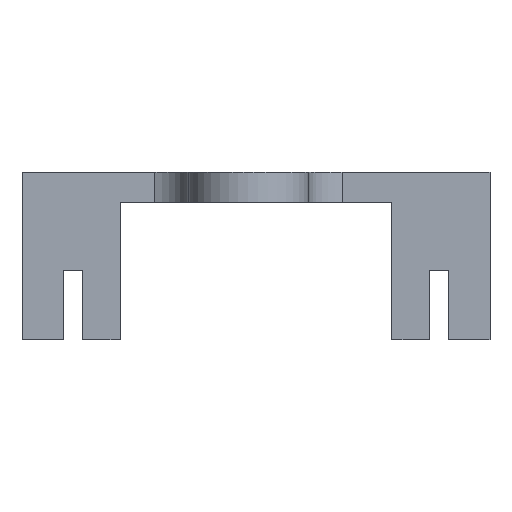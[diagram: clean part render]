
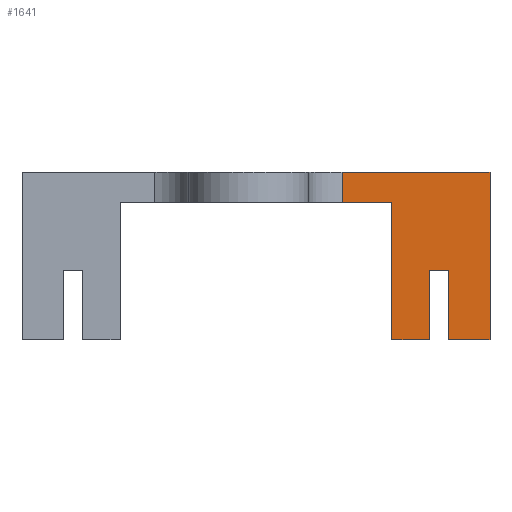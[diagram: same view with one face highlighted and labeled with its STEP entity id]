
A CAD part, front view. The second image highlights one B-rep face of the part: STEP entity #1641.
In plain terms, the highlighted planar face has unit normal (0, -1, 0).
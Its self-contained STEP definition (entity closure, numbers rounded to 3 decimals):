
#25 = CARTESIAN_POINT ( 'NONE',  ( 55.96, -47., -18.209 ) ) ;
#54 = DIRECTION ( 'NONE',  ( 1., 0., 0. ) ) ;
#77 = LINE ( 'NONE', #1109, #101 ) ;
#94 = DIRECTION ( 'NONE',  ( -1., 0., 0. ) ) ;
#101 = VECTOR ( 'NONE', #202, 1000. ) ;
#140 = CARTESIAN_POINT ( 'NONE',  ( 64., -47., -18.209 ) ) ;
#202 = DIRECTION ( 'NONE',  ( 0., 0., 1. ) ) ;
#210 = ORIENTED_EDGE ( 'NONE', *, *, #1794, .F. ) ;
#251 = LINE ( 'NONE', #140, #296 ) ;
#279 = CARTESIAN_POINT ( 'NONE',  ( 55.96, -47., -9.05 ) ) ;
#282 = ORIENTED_EDGE ( 'NONE', *, *, #506, .F. ) ;
#288 = ORIENTED_EDGE ( 'NONE', *, *, #983, .F. ) ;
#294 = VERTEX_POINT ( 'NONE', #1219 ) ;
#296 = VECTOR ( 'NONE', #94, 1000. ) ;
#304 = DIRECTION ( 'NONE',  ( 1., 0., 0. ) ) ;
#309 = LINE ( 'NONE', #1363, #1878 ) ;
#332 = LINE ( 'NONE', #1675, #637 ) ;
#334 = FACE_OUTER_BOUND ( 'NONE', #1381, .T. ) ;
#349 = LINE ( 'NONE', #629, #385 ) ;
#359 = EDGE_CURVE ( 'NONE', #1309, #1243, #349, .T. ) ;
#362 = EDGE_CURVE ( 'NONE', #364, #1739, #1551, .T. ) ;
#364 = VERTEX_POINT ( 'NONE', #378 ) ;
#378 = CARTESIAN_POINT ( 'NONE',  ( 58.5, -47., -9.05 ) ) ;
#385 = VECTOR ( 'NONE', #1228, 1000. ) ;
#403 = AXIS2_PLACEMENT_3D ( 'NONE', #454, #1216, #1823 ) ;
#454 = CARTESIAN_POINT ( 'NONE',  ( 50.3, -47., 4. ) ) ;
#457 = CARTESIAN_POINT ( 'NONE',  ( 44.4, -47., 0. ) ) ;
#465 = DIRECTION ( 'NONE',  ( -1., 0., 0. ) ) ;
#477 = EDGE_CURVE ( 'NONE', #294, #1243, #1068, .T. ) ;
#488 = CARTESIAN_POINT ( 'NONE',  ( 58.5, -47., -9.05 ) ) ;
#506 = EDGE_CURVE ( 'NONE', #1520, #1613, #309, .T. ) ;
#523 = EDGE_CURVE ( 'NONE', #364, #1520, #332, .T. ) ;
#621 = VECTOR ( 'NONE', #54, 1000. ) ;
#629 = CARTESIAN_POINT ( 'NONE',  ( 51., -47., -18.209 ) ) ;
#637 = VECTOR ( 'NONE', #1339, 1000. ) ;
#694 = CARTESIAN_POINT ( 'NONE',  ( 44.4, -47., 4. ) ) ;
#762 = EDGE_CURVE ( 'NONE', #294, #1511, #77, .T. ) ;
#802 = DIRECTION ( 'NONE',  ( 0., 0., -1. ) ) ;
#811 = ORIENTED_EDGE ( 'NONE', *, *, #840, .F. ) ;
#840 = EDGE_CURVE ( 'NONE', #1646, #1739, #251, .T. ) ;
#844 = ORIENTED_EDGE ( 'NONE', *, *, #477, .T. ) ;
#854 = VERTEX_POINT ( 'NONE', #1473 ) ;
#894 = CARTESIAN_POINT ( 'NONE',  ( 64., -47., 4. ) ) ;
#968 = LINE ( 'NONE', #1577, #621 ) ;
#983 = EDGE_CURVE ( 'NONE', #854, #1646, #1478, .T. ) ;
#1034 = VECTOR ( 'NONE', #1076, 1000. ) ;
#1068 = LINE ( 'NONE', #457, #1558 ) ;
#1076 = DIRECTION ( 'NONE',  ( 0., 0., -1. ) ) ;
#1109 = CARTESIAN_POINT ( 'NONE',  ( 44.4, -47., 0. ) ) ;
#1158 = ORIENTED_EDGE ( 'NONE', *, *, #523, .F. ) ;
#1216 = DIRECTION ( 'NONE',  ( 0., 1., 0. ) ) ;
#1219 = CARTESIAN_POINT ( 'NONE',  ( 44.4, -47., 0. ) ) ;
#1228 = DIRECTION ( 'NONE',  ( 0., 0., 1. ) ) ;
#1243 = VERTEX_POINT ( 'NONE', #1590 ) ;
#1309 = VERTEX_POINT ( 'NONE', #1841 ) ;
#1339 = DIRECTION ( 'NONE',  ( -1., 0., 0. ) ) ;
#1345 = LINE ( 'NONE', #1540, #1896 ) ;
#1363 = CARTESIAN_POINT ( 'NONE',  ( 55.96, -47., -9.05 ) ) ;
#1365 = CARTESIAN_POINT ( 'NONE',  ( 58.5, -47., -18.209 ) ) ;
#1376 = PLANE ( 'NONE',  #403 ) ;
#1381 = EDGE_LOOP ( 'NONE', ( #844, #1859, #1618, #282, #1158, #1414, #811, #288, #210, #1672 ) ) ;
#1392 = EDGE_CURVE ( 'NONE', #1613, #1309, #1345, .T. ) ;
#1414 = ORIENTED_EDGE ( 'NONE', *, *, #362, .T. ) ;
#1473 = CARTESIAN_POINT ( 'NONE',  ( 64., -47., 4. ) ) ;
#1478 = LINE ( 'NONE', #894, #1861 ) ;
#1511 = VERTEX_POINT ( 'NONE', #694 ) ;
#1520 = VERTEX_POINT ( 'NONE', #279 ) ;
#1523 = DIRECTION ( 'NONE',  ( 0., 0., -1. ) ) ;
#1540 = CARTESIAN_POINT ( 'NONE',  ( 55.96, -47., -18.209 ) ) ;
#1551 = LINE ( 'NONE', #488, #1034 ) ;
#1558 = VECTOR ( 'NONE', #304, 1000. ) ;
#1577 = CARTESIAN_POINT ( 'NONE',  ( 44.4, -47., 4. ) ) ;
#1590 = CARTESIAN_POINT ( 'NONE',  ( 51., -47., 0. ) ) ;
#1613 = VERTEX_POINT ( 'NONE', #25 ) ;
#1618 = ORIENTED_EDGE ( 'NONE', *, *, #1392, .F. ) ;
#1641 = ADVANCED_FACE ( 'NONE', ( #334 ), #1376, .F. ) ;
#1644 = CARTESIAN_POINT ( 'NONE',  ( 64., -47., -18.209 ) ) ;
#1646 = VERTEX_POINT ( 'NONE', #1644 ) ;
#1672 = ORIENTED_EDGE ( 'NONE', *, *, #762, .F. ) ;
#1675 = CARTESIAN_POINT ( 'NONE',  ( 58.5, -47., -9.05 ) ) ;
#1739 = VERTEX_POINT ( 'NONE', #1365 ) ;
#1794 = EDGE_CURVE ( 'NONE', #1511, #854, #968, .T. ) ;
#1823 = DIRECTION ( 'NONE',  ( 0., 0., 1. ) ) ;
#1841 = CARTESIAN_POINT ( 'NONE',  ( 51., -47., -18.209 ) ) ;
#1859 = ORIENTED_EDGE ( 'NONE', *, *, #359, .F. ) ;
#1861 = VECTOR ( 'NONE', #802, 1000. ) ;
#1878 = VECTOR ( 'NONE', #1523, 1000. ) ;
#1896 = VECTOR ( 'NONE', #465, 1000. ) ;
